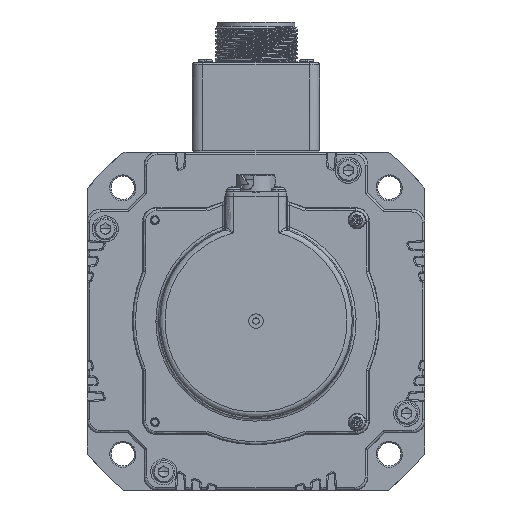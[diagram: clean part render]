
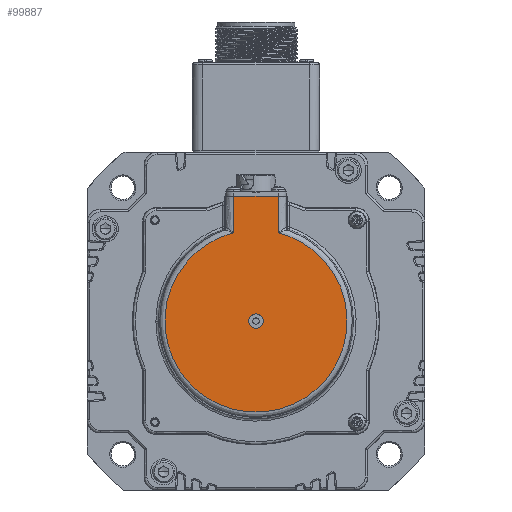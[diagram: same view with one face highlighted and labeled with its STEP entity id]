
A CAD part, front view. The second image highlights one B-rep face of the part: STEP entity #99887.
In plain terms, the highlighted free-form (B-spline) face has degree [1, 1] with [2, 2] control points.
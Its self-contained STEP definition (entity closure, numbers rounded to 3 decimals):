
#97986=CARTESIAN_POINT('',(291.383,-60.5,-17.));
#97987=VERTEX_POINT('',#97986);
#97994=CARTESIAN_POINT('',(308.617,-60.5,-17.));
#97995=VERTEX_POINT('',#97994);
#97996=CARTESIAN_POINT('',(291.383,-60.5,-17.));
#97997=CARTESIAN_POINT('',(308.617,-60.5,-17.));
#97998=B_SPLINE_CURVE_WITH_KNOTS('',1,(#97996,#97997),.POLYLINE_FORM.,.F.,.U.,(2,2),(0.,1.),.UNSPECIFIED.);
#97999=EDGE_CURVE('',#97987,#97995,#97998,.T.);
#99806=CARTESIAN_POINT('',(291.383,-60.5,-31.02));
#99807=VERTEX_POINT('',#99806);
#99829=CARTESIAN_POINT('',(291.383,-60.5,-31.02));
#99830=CARTESIAN_POINT('',(291.383,-60.5,-17.));
#99831=B_SPLINE_CURVE_WITH_KNOTS('',1,(#99829,#99830),.POLYLINE_FORM.,.F.,.U.,(2,2),(0.,1.),.UNSPECIFIED.);
#99832=EDGE_CURVE('',#99807,#97987,#99831,.T.);
#99839=CARTESIAN_POINT('',(245.654,-60.5,-4.182));
#99840=CARTESIAN_POINT('',(354.346,-60.5,-4.182));
#99841=CARTESIAN_POINT('',(245.654,-60.5,-112.874));
#99842=CARTESIAN_POINT('',(354.346,-60.5,-112.874));
#99843=B_SPLINE_SURFACE_WITH_KNOTS('',1,1,((#99839,#99840),(#99841,#99842)),.PLANE_SURF.,.F.,.F.,.U.,(2,2),(2,2),(0.,1.),(0.,1.),.UNSPECIFIED.);
#99844=CARTESIAN_POINT('',(308.617,-60.5,-31.02));
#99845=VERTEX_POINT('',#99844);
#99846=CARTESIAN_POINT('',(291.383,-60.5,-31.02));
#99847=CARTESIAN_POINT('',(242.389,-60.5,-43.445));
#99848=CARTESIAN_POINT('',(271.194,-60.5,-84.978));
#99849=CARTESIAN_POINT('',(300.,-60.5,-126.512));
#99850=CARTESIAN_POINT('',(328.806,-60.5,-84.978));
#99851=CARTESIAN_POINT('',(357.611,-60.5,-43.445));
#99852=CARTESIAN_POINT('',(308.617,-60.5,-31.02));
#99853=(BOUNDED_CURVE()B_SPLINE_CURVE(2,(#99846,#99847,#99848,#99849,#99850,#99851,#99852),.CIRCULAR_ARC.,.F.,.U.)B_SPLINE_CURVE_WITH_KNOTS((3,2,2,3),(0.,0.333,0.667,1.),.UNSPECIFIED.)CURVE()GEOMETRIC_REPRESENTATION_ITEM()RATIONAL_B_SPLINE_CURVE((1.,0.57,1.,0.57,1.,0.57,1.))REPRESENTATION_ITEM(''));
#99854=EDGE_CURVE('',#99807,#99845,#99853,.T.);
#99855=ORIENTED_EDGE('',*,*,#99854,.T.);
#99856=CARTESIAN_POINT('',(308.617,-60.5,-17.));
#99857=CARTESIAN_POINT('',(308.617,-60.5,-31.02));
#99858=B_SPLINE_CURVE_WITH_KNOTS('',1,(#99856,#99857),.POLYLINE_FORM.,.F.,.U.,(2,2),(0.,1.),.UNSPECIFIED.);
#99859=EDGE_CURVE('',#97995,#99845,#99858,.T.);
#99860=ORIENTED_EDGE('',*,*,#99859,.F.);
#99861=ORIENTED_EDGE('',*,*,#97999,.F.);
#99862=ORIENTED_EDGE('',*,*,#99832,.F.);
#99863=EDGE_LOOP('',(#99855,#99860,#99861,#99862));
#99864=FACE_OUTER_BOUND('',#99863,.T.);
#99865=CARTESIAN_POINT('',(300.,-60.5,-67.75));
#99866=VERTEX_POINT('',#99865);
#99867=CARTESIAN_POINT('',(300.,-60.5,-62.25));
#99868=VERTEX_POINT('',#99867);
#99869=CARTESIAN_POINT('',(300.,-60.5,-67.75));
#99870=CARTESIAN_POINT('',(302.75,-60.5,-67.75));
#99871=CARTESIAN_POINT('',(302.75,-60.5,-65.));
#99872=CARTESIAN_POINT('',(302.75,-60.5,-62.25));
#99873=CARTESIAN_POINT('',(300.,-60.5,-62.25));
#99874=(BOUNDED_CURVE()B_SPLINE_CURVE(2,(#99869,#99870,#99871,#99872,#99873),.CIRCULAR_ARC.,.F.,.U.)B_SPLINE_CURVE_WITH_KNOTS((3,2,3),(0.,0.5,1.),.UNSPECIFIED.)CURVE()GEOMETRIC_REPRESENTATION_ITEM()RATIONAL_B_SPLINE_CURVE((1.,0.707,1.,0.707,1.))REPRESENTATION_ITEM(''));
#99875=EDGE_CURVE('',#99866,#99868,#99874,.T.);
#99876=ORIENTED_EDGE('',*,*,#99875,.F.);
#99877=CARTESIAN_POINT('',(300.,-60.5,-62.25));
#99878=CARTESIAN_POINT('',(297.25,-60.5,-62.25));
#99879=CARTESIAN_POINT('',(297.25,-60.5,-65.));
#99880=CARTESIAN_POINT('',(297.25,-60.5,-67.75));
#99881=CARTESIAN_POINT('',(300.,-60.5,-67.75));
#99882=(BOUNDED_CURVE()B_SPLINE_CURVE(2,(#99877,#99878,#99879,#99880,#99881),.CIRCULAR_ARC.,.F.,.U.)B_SPLINE_CURVE_WITH_KNOTS((3,2,3),(0.,0.5,1.),.UNSPECIFIED.)CURVE()GEOMETRIC_REPRESENTATION_ITEM()RATIONAL_B_SPLINE_CURVE((1.,0.707,1.,0.707,1.))REPRESENTATION_ITEM(''));
#99883=EDGE_CURVE('',#99868,#99866,#99882,.T.);
#99884=ORIENTED_EDGE('',*,*,#99883,.F.);
#99885=EDGE_LOOP('',(#99876,#99884));
#99886=FACE_BOUND('',#99885,.T.);
#99887=ADVANCED_FACE('',(#99864,#99886),#99843,.T.);
